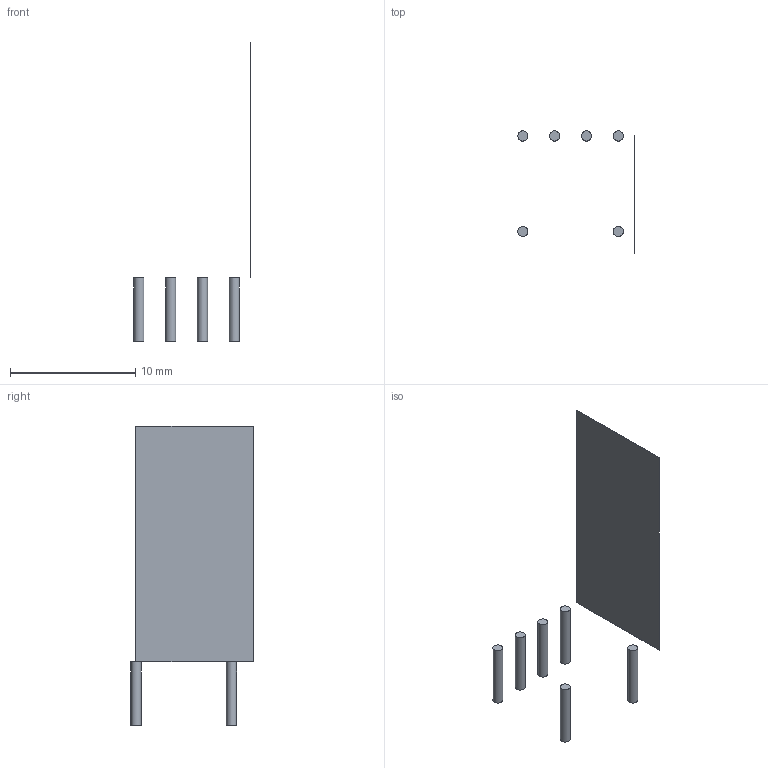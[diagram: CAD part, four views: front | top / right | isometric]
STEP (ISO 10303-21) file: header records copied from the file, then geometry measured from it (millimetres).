
FILE_DESCRIPTION(('FreeCAD Model'),'2;1');
FILE_NAME('962257.1.2.stp','2021-03-16T09:49:22',( 'Author'),(''),'Open CASCADE STEP processor 6.9','FreeCAD','Unknown' );
FILE_SCHEMA(('AUTOMOTIVE_DESIGN { 1 0 10303 214 1 1 1 1 }'));
Length unit declared in the file: millimetre
Products named in the file (3): ASSEMBLY; Body; Leads
Assembly tree (2 placements, depth 2):
  ASSEMBLY
    Body
    Leads
Bounding box: 9.29 x 9.76 x 23.9 mm (x, y, z)
Volume: 15.8 mm3; surface area: 435.6 mm2
Topology: 7 solids, 7 shells, 22 faces, 24 edges, 16 vertices
Faces by surface type: plane 16, cylinder 6
Full cylindrical faces by diameter (mm): 0.81 x6
Entity records: 833 total; most frequent: DIRECTION 134, CARTESIAN_POINT 113, ORIENTED_EDGE 48, LINE 48, VECTOR 48, PCURVE 48, DEFINITIONAL_REPRESENTATION 48, AXIS2_PLACEMENT_3D 37
